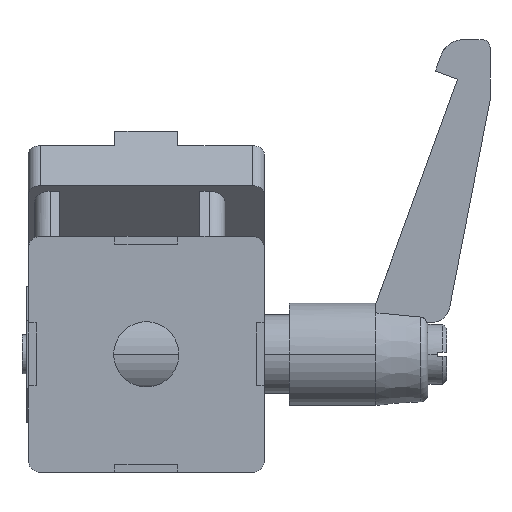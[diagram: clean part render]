
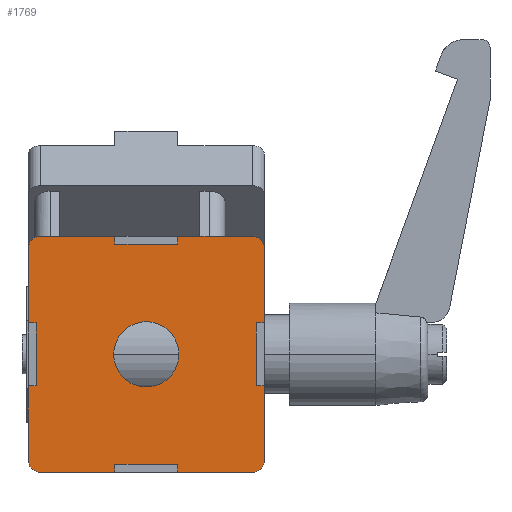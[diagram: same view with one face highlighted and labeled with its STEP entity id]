
A CAD part, front view. The second image highlights one B-rep face of the part: STEP entity #1769.
In plain terms, the highlighted planar face has unit normal (0, -1, 0).
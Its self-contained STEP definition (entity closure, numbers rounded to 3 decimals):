
#340=CARTESIAN_POINT('',(0.,0.,0.));
#341=DIRECTION('',(0.,1.,0.));
#342=DIRECTION('',(0.,0.,-1.));
#343=AXIS2_PLACEMENT_3D('',#340,#341,#342);
#348=CARTESIAN_POINT('',(0.,0.,0.));
#349=DIRECTION('',(0.,1.,0.));
#350=DIRECTION('',(0.,0.,1.));
#351=AXIS2_PLACEMENT_3D('',#348,#349,#350);
#356=CARTESIAN_POINT('',(-13.5,0.,13.5));
#357=DIRECTION('',(0.,-1.,0.));
#358=DIRECTION('',(0.,0.,1.));
#359=AXIS2_PLACEMENT_3D('',#356,#357,#358);
#364=DIRECTION('',(1.,0.,0.));
#365=VECTOR('',#364,9.5);
#366=CARTESIAN_POINT('',(-13.5,0.,15.));
#367=LINE('',#366,#365);
#371=DIRECTION('',(0.,0.,-1.));
#372=VECTOR('',#371,1.);
#373=CARTESIAN_POINT('',(-4.,0.,15.));
#374=LINE('',#373,#372);
#378=DIRECTION('',(1.,0.,0.));
#379=VECTOR('',#378,8.);
#380=CARTESIAN_POINT('',(-4.,0.,14.));
#381=LINE('',#380,#379);
#385=DIRECTION('',(0.,0.,-1.));
#386=VECTOR('',#385,1.);
#387=CARTESIAN_POINT('',(4.,0.,15.));
#388=LINE('',#387,#386);
#392=DIRECTION('',(1.,0.,0.));
#393=VECTOR('',#392,9.5);
#394=CARTESIAN_POINT('',(4.,0.,15.));
#395=LINE('',#394,#393);
#399=CARTESIAN_POINT('',(13.5,0.,13.5));
#400=DIRECTION('',(0.,-1.,0.));
#401=DIRECTION('',(1.,0.,0.));
#402=AXIS2_PLACEMENT_3D('',#399,#400,#401);
#407=DIRECTION('',(0.,0.,-1.));
#408=VECTOR('',#407,9.5);
#409=CARTESIAN_POINT('',(15.,0.,13.5));
#410=LINE('',#409,#408);
#414=DIRECTION('',(-1.,0.,0.));
#415=VECTOR('',#414,1.);
#416=CARTESIAN_POINT('',(15.,0.,4.));
#417=LINE('',#416,#415);
#421=DIRECTION('',(0.,0.,-1.));
#422=VECTOR('',#421,8.);
#423=CARTESIAN_POINT('',(14.,0.,4.));
#424=LINE('',#423,#422);
#428=DIRECTION('',(-1.,0.,0.));
#429=VECTOR('',#428,1.);
#430=CARTESIAN_POINT('',(15.,0.,-4.));
#431=LINE('',#430,#429);
#435=DIRECTION('',(0.,0.,-1.));
#436=VECTOR('',#435,9.5);
#437=CARTESIAN_POINT('',(15.,0.,-4.));
#438=LINE('',#437,#436);
#442=CARTESIAN_POINT('',(13.5,0.,-13.5));
#443=DIRECTION('',(0.,-1.,0.));
#444=DIRECTION('',(0.,0.,-1.));
#445=AXIS2_PLACEMENT_3D('',#442,#443,#444);
#450=DIRECTION('',(-1.,0.,0.));
#451=VECTOR('',#450,9.5);
#452=CARTESIAN_POINT('',(13.5,0.,-15.));
#453=LINE('',#452,#451);
#457=DIRECTION('',(0.,0.,1.));
#458=VECTOR('',#457,1.);
#459=CARTESIAN_POINT('',(4.,0.,-15.));
#460=LINE('',#459,#458);
#464=DIRECTION('',(-1.,0.,0.));
#465=VECTOR('',#464,8.);
#466=CARTESIAN_POINT('',(4.,0.,-14.));
#467=LINE('',#466,#465);
#471=DIRECTION('',(0.,0.,1.));
#472=VECTOR('',#471,1.);
#473=CARTESIAN_POINT('',(-4.,0.,-15.));
#474=LINE('',#473,#472);
#478=DIRECTION('',(-1.,0.,0.));
#479=VECTOR('',#478,9.5);
#480=CARTESIAN_POINT('',(-4.,0.,-15.));
#481=LINE('',#480,#479);
#485=CARTESIAN_POINT('',(-13.5,0.,-13.5));
#486=DIRECTION('',(0.,-1.,0.));
#487=DIRECTION('',(-1.,0.,0.));
#488=AXIS2_PLACEMENT_3D('',#485,#486,#487);
#493=DIRECTION('',(0.,0.,1.));
#494=VECTOR('',#493,9.5);
#495=CARTESIAN_POINT('',(-15.,0.,-13.5));
#496=LINE('',#495,#494);
#500=DIRECTION('',(1.,0.,0.));
#501=VECTOR('',#500,1.);
#502=CARTESIAN_POINT('',(-15.,0.,-4.));
#503=LINE('',#502,#501);
#507=DIRECTION('',(0.,0.,1.));
#508=VECTOR('',#507,8.);
#509=CARTESIAN_POINT('',(-14.,0.,-4.));
#510=LINE('',#509,#508);
#514=DIRECTION('',(1.,0.,0.));
#515=VECTOR('',#514,1.);
#516=CARTESIAN_POINT('',(-15.,0.,4.));
#517=LINE('',#516,#515);
#521=DIRECTION('',(0.,0.,1.));
#522=VECTOR('',#521,9.5);
#523=CARTESIAN_POINT('',(-15.,0.,4.));
#524=LINE('',#523,#522);
#1548=CARTESIAN_POINT('',(-15.,0.,-4.));
#1549=CARTESIAN_POINT('',(-14.,0.,-4.));
#1550=VERTEX_POINT('',#1548);
#1551=VERTEX_POINT('',#1549);
#1552=CARTESIAN_POINT('',(-14.,0.,4.));
#1553=VERTEX_POINT('',#1552);
#1554=CARTESIAN_POINT('',(-15.,0.,4.));
#1555=VERTEX_POINT('',#1554);
#1556=CARTESIAN_POINT('',(4.,0.,-15.));
#1557=CARTESIAN_POINT('',(4.,0.,-14.));
#1558=VERTEX_POINT('',#1556);
#1559=VERTEX_POINT('',#1557);
#1560=CARTESIAN_POINT('',(-4.,0.,-14.));
#1561=VERTEX_POINT('',#1560);
#1562=CARTESIAN_POINT('',(-4.,0.,-15.));
#1563=VERTEX_POINT('',#1562);
#1564=CARTESIAN_POINT('',(-4.,0.,15.));
#1565=CARTESIAN_POINT('',(-4.,0.,14.));
#1566=VERTEX_POINT('',#1564);
#1567=VERTEX_POINT('',#1565);
#1568=CARTESIAN_POINT('',(4.,0.,14.));
#1569=VERTEX_POINT('',#1568);
#1570=CARTESIAN_POINT('',(4.,0.,15.));
#1571=VERTEX_POINT('',#1570);
#1572=CARTESIAN_POINT('',(15.,0.,4.));
#1573=CARTESIAN_POINT('',(14.,0.,4.));
#1574=VERTEX_POINT('',#1572);
#1575=VERTEX_POINT('',#1573);
#1576=CARTESIAN_POINT('',(14.,0.,-4.));
#1577=VERTEX_POINT('',#1576);
#1578=CARTESIAN_POINT('',(15.,0.,-4.));
#1579=VERTEX_POINT('',#1578);
#1580=CARTESIAN_POINT('',(0.,0.,-4.15));
#1581=CARTESIAN_POINT('',(0.,0.,4.15));
#1582=VERTEX_POINT('',#1580);
#1583=VERTEX_POINT('',#1581);
#1608=CARTESIAN_POINT('',(-13.5,0.,15.));
#1609=CARTESIAN_POINT('',(-15.,0.,13.5));
#1610=VERTEX_POINT('',#1608);
#1611=VERTEX_POINT('',#1609);
#1616=CARTESIAN_POINT('',(15.,0.,13.5));
#1617=CARTESIAN_POINT('',(13.5,0.,15.));
#1618=VERTEX_POINT('',#1616);
#1619=VERTEX_POINT('',#1617);
#1624=CARTESIAN_POINT('',(-15.,0.,-13.5));
#1625=CARTESIAN_POINT('',(-13.5,0.,-15.));
#1626=VERTEX_POINT('',#1624);
#1627=VERTEX_POINT('',#1625);
#1632=CARTESIAN_POINT('',(13.5,0.,-15.));
#1633=CARTESIAN_POINT('',(15.,0.,-13.5));
#1634=VERTEX_POINT('',#1632);
#1635=VERTEX_POINT('',#1633);
#1708=CARTESIAN_POINT('',(0.,0.,0.));
#1709=DIRECTION('',(0.,1.,0.));
#1710=DIRECTION('',(1.,0.,0.));
#1711=AXIS2_PLACEMENT_3D('',#1708,#1709,#1710);
#1712=PLANE('',#1711);
#1714=ORIENTED_EDGE('',*,*,#1713,.F.);
#1716=ORIENTED_EDGE('',*,*,#1715,.T.);
#1718=ORIENTED_EDGE('',*,*,#1717,.T.);
#1720=ORIENTED_EDGE('',*,*,#1719,.T.);
#1722=ORIENTED_EDGE('',*,*,#1721,.F.);
#1724=ORIENTED_EDGE('',*,*,#1723,.T.);
#1726=ORIENTED_EDGE('',*,*,#1725,.F.);
#1728=ORIENTED_EDGE('',*,*,#1727,.T.);
#1730=ORIENTED_EDGE('',*,*,#1729,.T.);
#1732=ORIENTED_EDGE('',*,*,#1731,.T.);
#1734=ORIENTED_EDGE('',*,*,#1733,.F.);
#1736=ORIENTED_EDGE('',*,*,#1735,.T.);
#1738=ORIENTED_EDGE('',*,*,#1737,.F.);
#1740=ORIENTED_EDGE('',*,*,#1739,.T.);
#1742=ORIENTED_EDGE('',*,*,#1741,.T.);
#1744=ORIENTED_EDGE('',*,*,#1743,.T.);
#1746=ORIENTED_EDGE('',*,*,#1745,.F.);
#1748=ORIENTED_EDGE('',*,*,#1747,.T.);
#1750=ORIENTED_EDGE('',*,*,#1749,.F.);
#1752=ORIENTED_EDGE('',*,*,#1751,.T.);
#1754=ORIENTED_EDGE('',*,*,#1753,.T.);
#1756=ORIENTED_EDGE('',*,*,#1755,.T.);
#1758=ORIENTED_EDGE('',*,*,#1757,.F.);
#1760=ORIENTED_EDGE('',*,*,#1759,.T.);
#1761=EDGE_LOOP('',(#1714,#1716,#1718,#1720,#1722,#1724,#1726,#1728,#1730,#1732,
#1734,#1736,#1738,#1740,#1742,#1744,#1746,#1748,#1750,#1752,#1754,#1756,#1758,
#1760));
#1762=FACE_OUTER_BOUND('',#1761,.F.);
#1764=ORIENTED_EDGE('',*,*,#1763,.F.);
#1766=ORIENTED_EDGE('',*,*,#1765,.F.);
#1767=EDGE_LOOP('',(#1764,#1766));
#1768=FACE_BOUND('',#1767,.F.);
#344=CIRCLE('',#343,4.15);
#352=CIRCLE('',#351,4.15);
#360=CIRCLE('',#359,1.5);
#403=CIRCLE('',#402,1.5);
#446=CIRCLE('',#445,1.5);
#489=CIRCLE('',#488,1.5);
#1713=EDGE_CURVE('',#1610,#1611,#360,.T.);
#1715=EDGE_CURVE('',#1610,#1566,#367,.T.);
#1717=EDGE_CURVE('',#1566,#1567,#374,.T.);
#1719=EDGE_CURVE('',#1567,#1569,#381,.T.);
#1721=EDGE_CURVE('',#1571,#1569,#388,.T.);
#1723=EDGE_CURVE('',#1571,#1619,#395,.T.);
#1725=EDGE_CURVE('',#1618,#1619,#403,.T.);
#1727=EDGE_CURVE('',#1618,#1574,#410,.T.);
#1729=EDGE_CURVE('',#1574,#1575,#417,.T.);
#1731=EDGE_CURVE('',#1575,#1577,#424,.T.);
#1733=EDGE_CURVE('',#1579,#1577,#431,.T.);
#1735=EDGE_CURVE('',#1579,#1635,#438,.T.);
#1737=EDGE_CURVE('',#1634,#1635,#446,.T.);
#1739=EDGE_CURVE('',#1634,#1558,#453,.T.);
#1741=EDGE_CURVE('',#1558,#1559,#460,.T.);
#1743=EDGE_CURVE('',#1559,#1561,#467,.T.);
#1745=EDGE_CURVE('',#1563,#1561,#474,.T.);
#1747=EDGE_CURVE('',#1563,#1627,#481,.T.);
#1749=EDGE_CURVE('',#1626,#1627,#489,.T.);
#1751=EDGE_CURVE('',#1626,#1550,#496,.T.);
#1753=EDGE_CURVE('',#1550,#1551,#503,.T.);
#1755=EDGE_CURVE('',#1551,#1553,#510,.T.);
#1757=EDGE_CURVE('',#1555,#1553,#517,.T.);
#1759=EDGE_CURVE('',#1555,#1611,#524,.T.);
#1763=EDGE_CURVE('',#1582,#1583,#344,.T.);
#1765=EDGE_CURVE('',#1583,#1582,#352,.T.);
#1769=ADVANCED_FACE('',(#1762,#1768),#1712,.F.);
